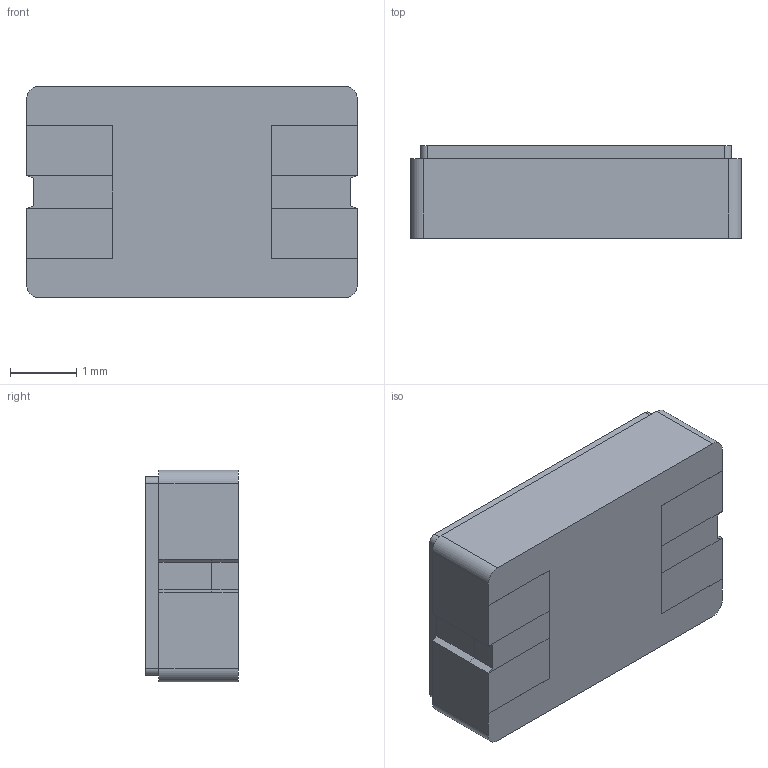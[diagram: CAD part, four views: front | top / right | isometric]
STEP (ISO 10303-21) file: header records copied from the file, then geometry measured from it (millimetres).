
FILE_DESCRIPTION (( 'STEP AP214' ), '1' );
FILE_NAME ('ECX-53 (-30).STEP', '2017-12-07T20:57:41', ( '' ), ( '' ), 'SwSTEP 2.0', 'SolidWorks 2017', '' );
FILE_SCHEMA (( 'AUTOMOTIVE_DESIGN' ));
Length unit declared in the file: millimetre
Products named in the file (1): ECX-53 (-30)
Bounding box: 5 x 1.4 x 3.2 mm (x, y, z)
Volume: 21.9 mm3; surface area: 123.2 mm2
Topology: 5 solids, 5 shells, 83 faces, 208 edges, 136 vertices
Faces by surface type: plane 75, cylinder 8
Entity records: 2504 total; most frequent: CARTESIAN_POINT 428, ORIENTED_EDGE 416, DIRECTION 392, EDGE_CURVE 208, VECTOR 192, LINE 192, VERTEX_POINT 136, AXIS2_PLACEMENT_3D 100
